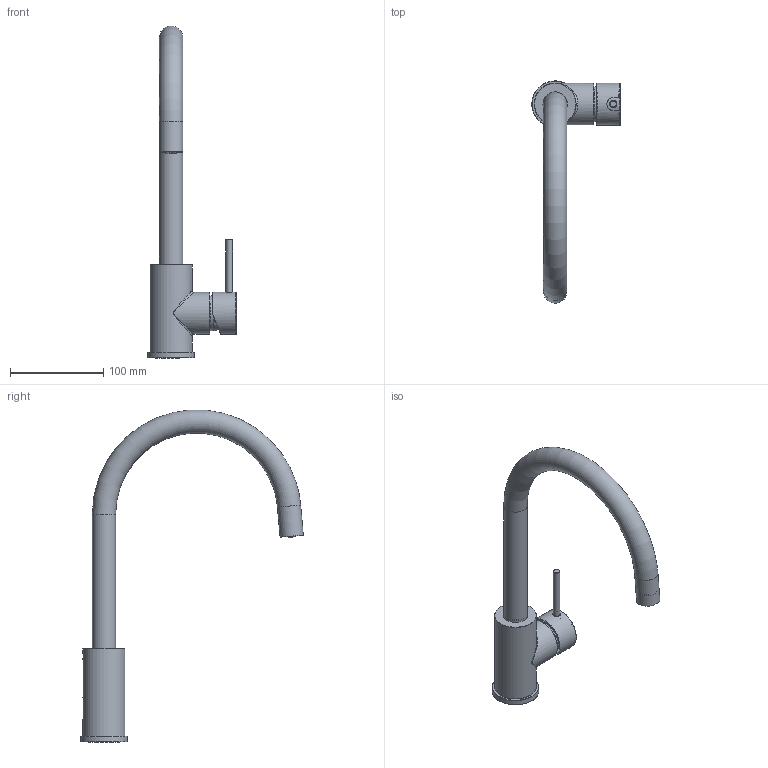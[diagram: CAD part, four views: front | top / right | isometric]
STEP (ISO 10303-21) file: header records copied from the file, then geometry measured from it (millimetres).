
FILE_DESCRIPTION(/* description */ ('Unknown'),/* implementation_level */ '2;1');
FILE_NAME(/* name */ 'FKM30-00',/* time_stamp */ '2022-11-10T11:59:15+01:00',/* author */ ('Unknown'),/* organization */ ('Unknown'),/* preprocessor_version */ 'ST-DEVELOPER v16.7',/* originating_system */ 'DEX',/* authorisation */ $);
FILE_SCHEMA (('AUTOMOTIVE_DESIGN {1 0 10303 214 3 1 1}'));
Length unit declared in the file: millimetre
Products named in the file (12): FKM30-00; FKM30-02; FKM30-01; FKM30-07; FKM30-04; FKM30-05; FKM30-06; SDS30-21; FKM30-002; FKM30-002_1; FKM30-002_2; FKM30-002_3
Assembly tree (11 placements, depth 3):
  FKM30-00
    FKM30-02
    FKM30-01
    FKM30-07
    FKM30-04
    FKM30-05
    FKM30-06
    SDS30-21
    FKM30-002
      FKM30-002_1
      FKM30-002_2
      FKM30-002_3
Bounding box: 94.8 x 238.59 x 355.72 mm (x, y, z)
Volume: 194556.9 mm3; surface area: 126837.7 mm2
Topology: 10 solids, 10 shells, 403 faces, 969 edges, 622 vertices
Faces by surface type: plane 182, cylinder 97, bspline 46, cone 44, torus 30, sphere 4
Full cylindrical faces by diameter (mm): 4.134 x2, 4.3 x2, 5 x1, 5.3 x1, 5.5 x8, 6.5 x1, 7 x1, 7.3 x1, 9 x2, 10.8 x2, 12.5 x1, 15.3 x1, 15.4 x1, 15.7 x2, 16.5 x2, 18.8 x3, 19 x1, 19.5 x2, 20 x1, 20.5 x1, 21 x1, 21.19 x1, 21.5 x2, 21.8 x1, 22.8 x2, 23 x2, 25 x2, 25.5 x1, 30.5 x1, 31 x1
Entity records: 14451 total; most frequent: CARTESIAN_POINT 3055, DIRECTION 1690, ORIENTED_EDGE 1560, EDGE_CURVE 780, AXIS2_PLACEMENT_3D 645, FACE_BOUND 598, EDGE_LOOP 589, VERTEX_POINT 574
